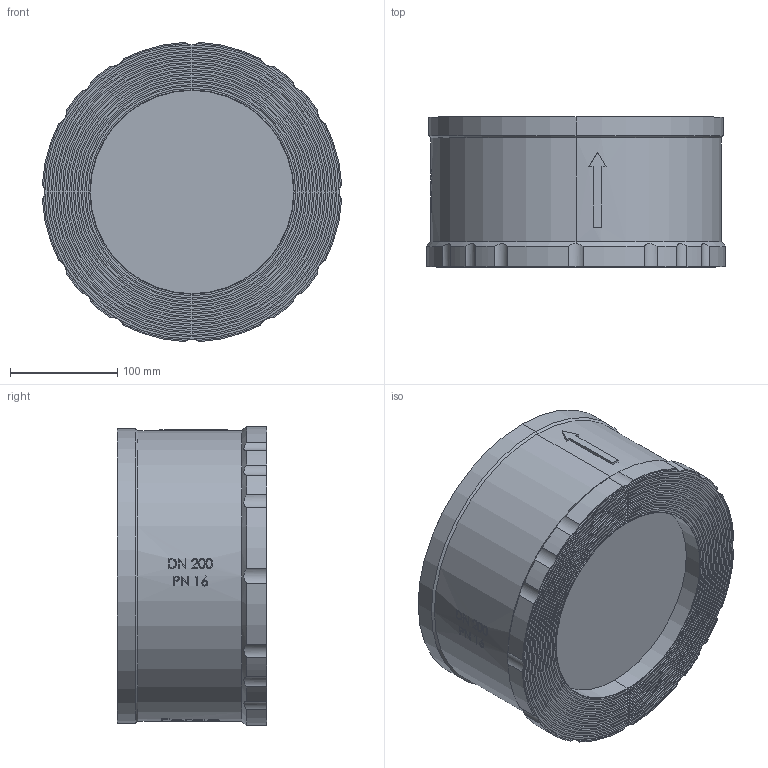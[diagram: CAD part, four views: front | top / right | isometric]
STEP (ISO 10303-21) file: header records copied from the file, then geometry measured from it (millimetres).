
FILE_DESCRIPTION (( 'STEP AP214' ), '1' );
FILE_NAME ('RV110-DN200-PN16-Disco-Rückschlagventil-Fergo.STEP', '2022-11-03T14:28:45', ( '' ), ( '' ), 'SwSTEP 2.0', 'SolidWorks 2022', '' );
FILE_SCHEMA (( 'AUTOMOTIVE_DESIGN' ));
Length unit declared in the file: millimetre
Products named in the file (1): RV110-DN200-PN16-Disco-Rückschlagventil-Fergo
Bounding box: 279.67 x 140 x 279.67 mm (x, y, z)
Volume: 7368780 mm3; surface area: 275185.3 mm2
Topology: 1 solids, 1 shells, 176 faces, 557 edges, 436 vertices
Faces by surface type: cylinder 78, plane 52, torus 40, cone 4, bspline 2
Entity records: 14192 total; most frequent: CARTESIAN_POINT 9303, ORIENTED_EDGE 1114, DIRECTION 892, EDGE_CURVE 557, VERTEX_POINT 436, AXIS2_PLACEMENT_3D 407, B_SPLINE_CURVE_WITH_KNOTS 247, CIRCLE 232
